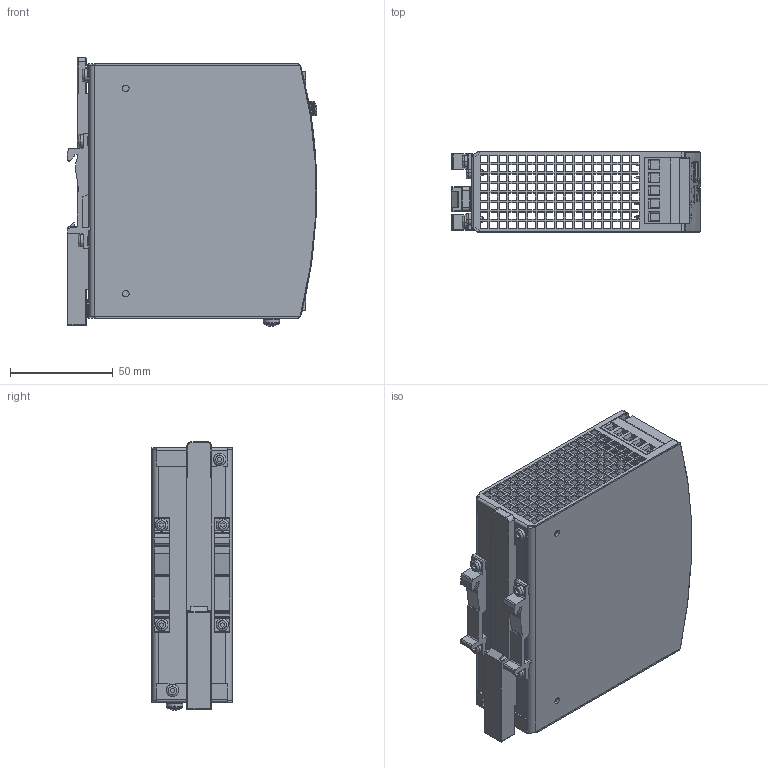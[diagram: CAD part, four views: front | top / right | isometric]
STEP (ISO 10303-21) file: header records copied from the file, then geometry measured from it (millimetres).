
FILE_DESCRIPTION((''),'2;1');
FILE_NAME('CAD-7200_CP10_481_SW0001','2021-03-12T08:25:32',('creinig-se'),(''),'CREO PARAMETRIC BY PTC INC, 2019292','CREO PARAMETRIC BY PTC INC, 2019292','');
FILE_SCHEMA(('CONFIG_CONTROL_DESIGN','SHAPE_APPEARANCE_LAYERS_GROUPS'));
Products named in the file (1): CAD-7200_CP10_481_SW0001
Bounding box: 121.72 x 39 x 130.77 mm (x, y, z)
Volume: 77971.7 mm3; surface area: 96484.5 mm2
Topology: 5 solids, 6 shells, 2583 faces, 7278 edges, 4804 vertices
Faces by surface type: plane 1997, cylinder 306, extrusion 175, cone 39, torus 34, bspline 19, sphere 13
Entity records: 109711 total; most frequent: CARTESIAN_POINT 22538, ORIENTED_EDGE 14510, DIRECTION 12531, EDGE_CURVE 7255, VECTOR 5995, LINE 5820, VERTEX_POINT 4798, EDGE_LOOP 3289
